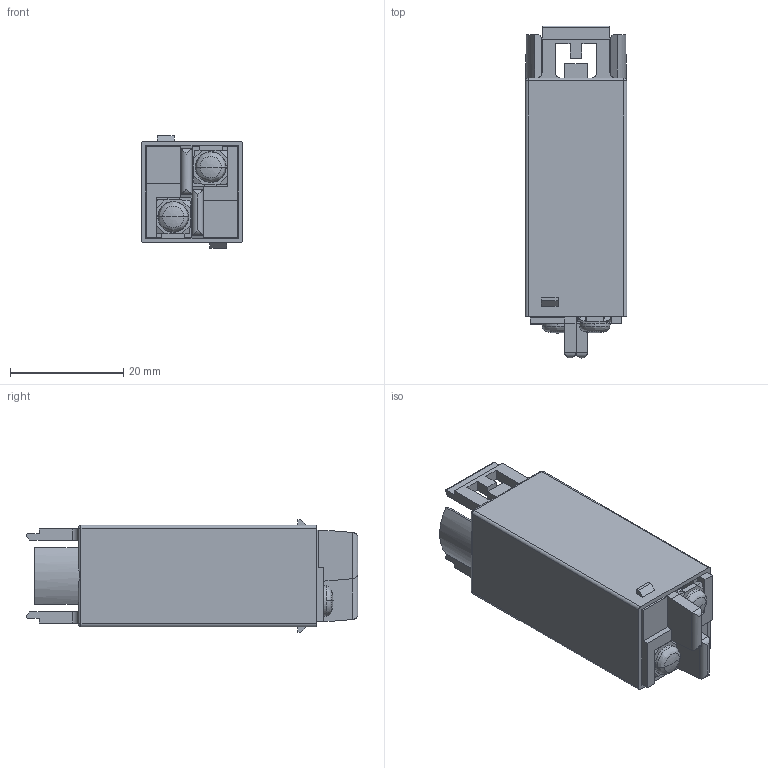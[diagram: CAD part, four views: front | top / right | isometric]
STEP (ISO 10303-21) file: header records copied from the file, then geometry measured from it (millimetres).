
FILE_DESCRIPTION (( 'STEP AP214' ), '1' );
FILE_NAME ('11_AP6-0#6(D)D.STEP', '2020-10-27T07:39:01', ( 'IDEC' ), ( 'IDEC' ), 'SwSTEP 2.0', 'SolidWorks 2019', '' );
FILE_SCHEMA (( 'AUTOMOTIVE_DESIGN' ));
Length unit declared in the file: millimetre
Products named in the file (1): 11_AP6-0#6(D)D
Bounding box: 17.9 x 58.6 x 19.9 mm (x, y, z)
Volume: 14240.9 mm3; surface area: 5622.9 mm2
Topology: 1 solids, 1 shells, 261 faces, 682 edges, 428 vertices
Faces by surface type: plane 182, cylinder 53, cone 14, bspline 12
Entity records: 8015 total; most frequent: CARTESIAN_POINT 1635, ORIENTED_EDGE 1348, DIRECTION 1268, EDGE_CURVE 674, LINE 530, VECTOR 530, VERTEX_POINT 428, AXIS2_PLACEMENT_3D 369
